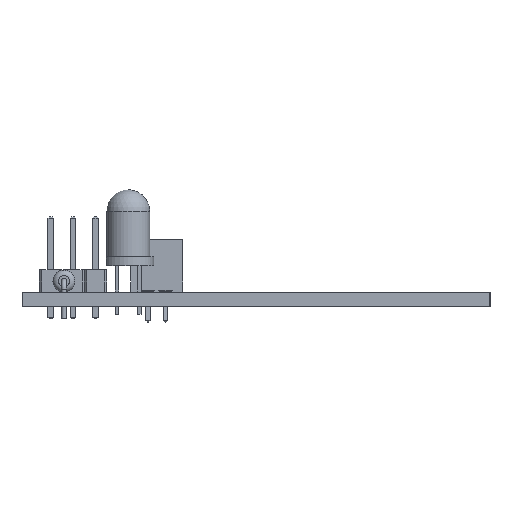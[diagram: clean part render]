
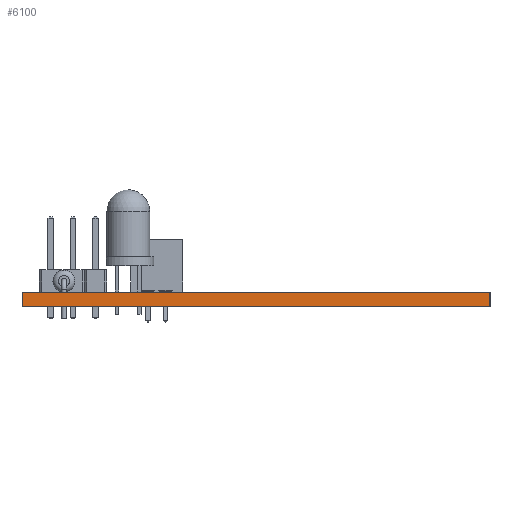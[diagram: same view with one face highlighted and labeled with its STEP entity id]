
A CAD part, left-side view. The second image highlights one B-rep face of the part: STEP entity #6100.
In plain terms, the highlighted planar face has unit normal (-1, 0, 0).
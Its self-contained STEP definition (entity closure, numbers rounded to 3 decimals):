
#6044 = VERTEX_POINT('',#6045);
#6045 = CARTESIAN_POINT('',(106.5,-124.5,1.6));
#6051 = EDGE_CURVE('',#6052,#6044,#6054,.T.);
#6052 = VERTEX_POINT('',#6053);
#6053 = CARTESIAN_POINT('',(106.5,-124.5,0.));
#6054 = LINE('',#6055,#6056);
#6055 = CARTESIAN_POINT('',(106.5,-124.5,0.));
#6056 = VECTOR('',#6057,1.);
#6057 = DIRECTION('',(0.,0.,1.));
#6100 = ADVANCED_FACE('',(#6101),#6126,.T.);
#6101 = FACE_BOUND('',#6102,.T.);
#6102 = EDGE_LOOP('',(#6103,#6104,#6112,#6120));
#6103 = ORIENTED_EDGE('',*,*,#6051,.T.);
#6104 = ORIENTED_EDGE('',*,*,#6105,.T.);
#6105 = EDGE_CURVE('',#6044,#6106,#6108,.T.);
#6106 = VERTEX_POINT('',#6107);
#6107 = CARTESIAN_POINT('',(106.5,-71.5,1.6));
#6108 = LINE('',#6109,#6110);
#6109 = CARTESIAN_POINT('',(106.5,-124.5,1.6));
#6110 = VECTOR('',#6111,1.);
#6111 = DIRECTION('',(0.,1.,0.));
#6112 = ORIENTED_EDGE('',*,*,#6113,.F.);
#6113 = EDGE_CURVE('',#6114,#6106,#6116,.T.);
#6114 = VERTEX_POINT('',#6115);
#6115 = CARTESIAN_POINT('',(106.5,-71.5,0.));
#6116 = LINE('',#6117,#6118);
#6117 = CARTESIAN_POINT('',(106.5,-71.5,0.));
#6118 = VECTOR('',#6119,1.);
#6119 = DIRECTION('',(0.,0.,1.));
#6120 = ORIENTED_EDGE('',*,*,#6121,.F.);
#6121 = EDGE_CURVE('',#6052,#6114,#6122,.T.);
#6122 = LINE('',#6123,#6124);
#6123 = CARTESIAN_POINT('',(106.5,-124.5,0.));
#6124 = VECTOR('',#6125,1.);
#6125 = DIRECTION('',(0.,1.,0.));
#6126 = PLANE('',#6127);
#6127 = AXIS2_PLACEMENT_3D('',#6128,#6129,#6130);
#6128 = CARTESIAN_POINT('',(106.5,-124.5,0.));
#6129 = DIRECTION('',(-1.,0.,0.));
#6130 = DIRECTION('',(0.,1.,0.));
